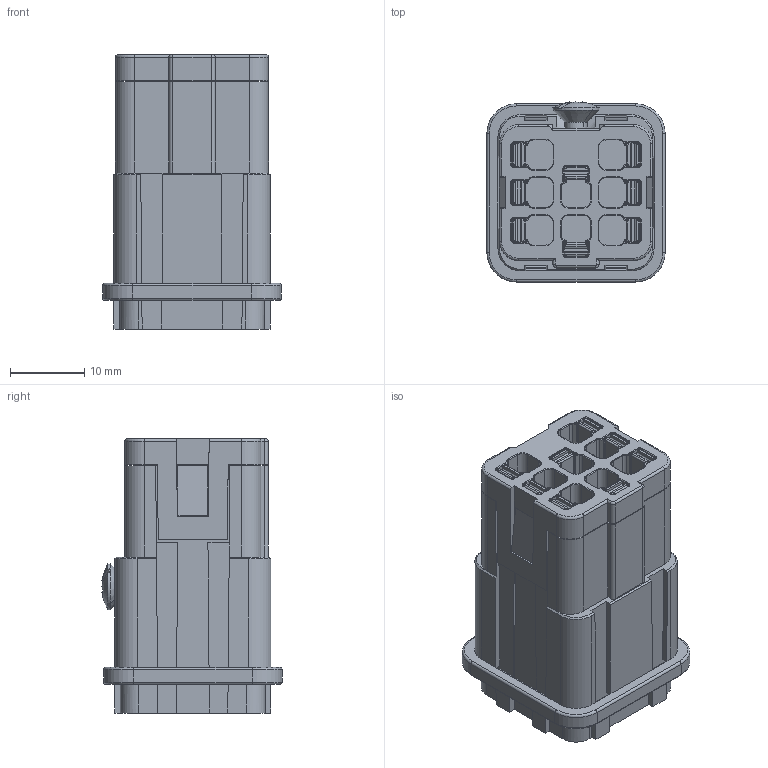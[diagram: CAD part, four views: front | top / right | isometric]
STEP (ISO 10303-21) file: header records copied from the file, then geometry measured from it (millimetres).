
FILE_DESCRIPTION(('Creo Elements/Direct Modeling STEP Export'),'2;1');
FILE_NAME('37jbk2e5pr439vs4636','2023-03-22T 8:13:15',(''),(''),'Creo Elements/Direct Modeling STEP processor for AP214 (Solid Model)','Creo Elements/Direct Modeling 20.1B 02-Apr-2019 (C) Parametric Technology GmbH','');
FILE_SCHEMA(('AUTOMOTIVE_DESIGN { 1 0 10303 214 1 1 1 1 }'));
Products named in the file (2): CDYM 07
Assembly tree (1 placements, depth 2):
  CDYM 07
    CDYM 07
Bounding box: 24 x 24.22 x 36.9 mm (x, y, z)
Volume: 10455.7 mm3; surface area: 8129.6 mm2
Topology: 1 solids, 4 shells, 1540 faces, 4271 edges, 2682 vertices
Faces by surface type: plane 849, cylinder 468, torus 140, cone 45, sphere 34, bspline 4
Entity records: 61999 total; most frequent: CARTESIAN_POINT 10545, ORIENTED_EDGE 8478, DIRECTION 8010, EDGE_CURVE 4239, VECTOR 2892, LINE 2892, VERTEX_POINT 2682, AXIS2_PLACEMENT_3D 2559
